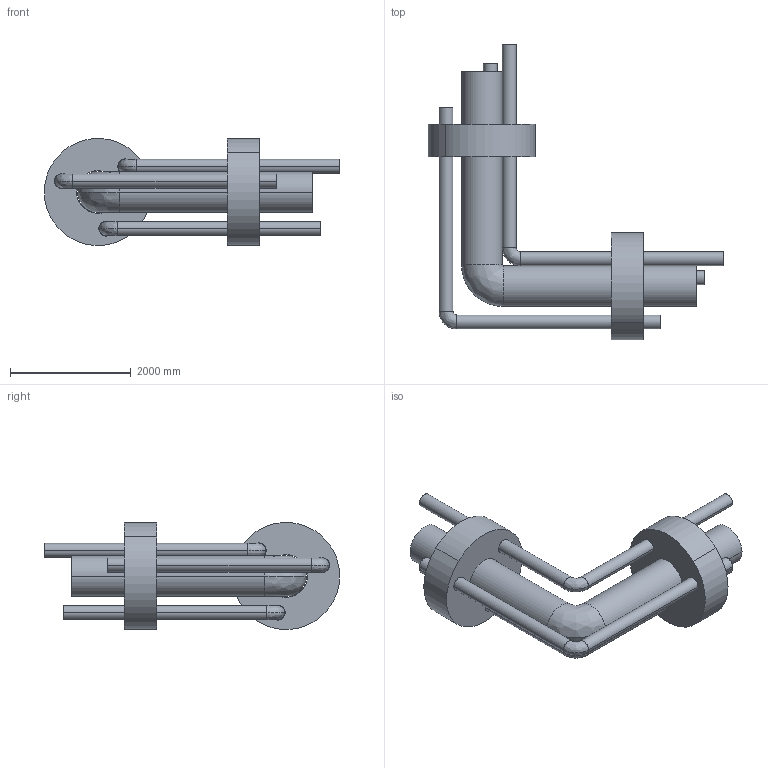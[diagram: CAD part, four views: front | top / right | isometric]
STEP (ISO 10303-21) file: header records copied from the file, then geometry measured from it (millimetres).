
FILE_DESCRIPTION(('FreeCAD Model'),'2;1');
FILE_NAME('Open CASCADE Shape Model','2025-05-04T15:58:03',('FreeCAD'),( 'FreeCAD'),'Open CASCADE STEP processor 7.6','FreeCAD','Unknown');
FILE_SCHEMA(('AUTOMOTIVE_DESIGN { 1 0 10303 214 1 1 1 1 }'));
Length unit declared in the file: millimetre
Products named in the file (1): Open CASCADE STEP translator 7.6 1
Bounding box: 4898.12 x 4898.12 x 1774.9 mm (x, y, z)
Volume: 5456131856.6 mm3; surface area: 49699647.7 mm2
Topology: 6 solids, 6 shells, 56 faces, 116 edges, 72 vertices
Faces by surface type: bspline 56
Entity records: 1752 total; most frequent: CARTESIAN_POINT 1057, ORIENTED_EDGE 232, EDGE_CURVE 116, FACE_BOUND 72, EDGE_LOOP 72, VERTEX_POINT 72, ADVANCED_FACE 56, B_SPLINE_CURVE_WITH_KNOTS 36
